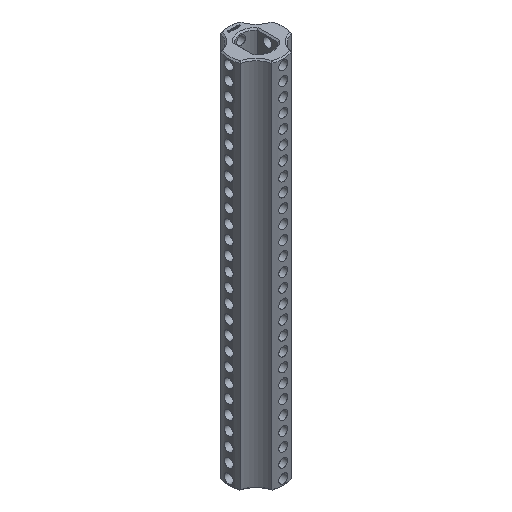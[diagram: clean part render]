
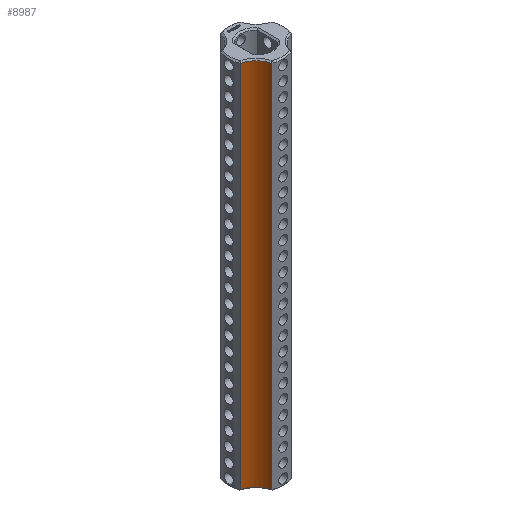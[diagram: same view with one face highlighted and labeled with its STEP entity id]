
A CAD part, isometric view. The second image highlights one B-rep face of the part: STEP entity #8987.
In plain terms, the highlighted cylindrical face has radius 5 mm (diameter 10 mm), a partial arc.
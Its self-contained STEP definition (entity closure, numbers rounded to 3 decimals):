
#2895 = EDGE_CURVE('',#2896,#2898,#2900,.T.);
#2896 = VERTEX_POINT('',#2897);
#2897 = CARTESIAN_POINT('',(-2.225,-5.841,0.3));
#2898 = VERTEX_POINT('',#2899);
#2899 = CARTESIAN_POINT('',(-2.225,-5.841,84.075));
#2900 = LINE('',#2901,#2902);
#2901 = CARTESIAN_POINT('',(-2.225,-5.841,0.));
#2902 = VECTOR('',#2903,1.);
#2903 = DIRECTION('',(0.,0.,1.));
#8987 = ADVANCED_FACE('',(#8988),#9015,.F.);
#8988 = FACE_BOUND('',#8989,.T.);
#8989 = EDGE_LOOP('',(#8990,#8991,#9000,#9008));
#8990 = ORIENTED_EDGE('',*,*,#2895,.T.);
#8991 = ORIENTED_EDGE('',*,*,#8992,.T.);
#8992 = EDGE_CURVE('',#2898,#8993,#8995,.T.);
#8993 = VERTEX_POINT('',#8994);
#8994 = CARTESIAN_POINT('',(-5.841,-2.225,84.075));
#8995 = CIRCLE('',#8996,5.);
#8996 = AXIS2_PLACEMENT_3D('',#8997,#8998,#8999);
#8997 = CARTESIAN_POINT('',(-7.071,-7.071,84.075));
#8998 = DIRECTION('',(0.,-0.,1.));
#8999 = DIRECTION('',(0.969,0.246,0.));
#9000 = ORIENTED_EDGE('',*,*,#9001,.F.);
#9001 = EDGE_CURVE('',#9002,#8993,#9004,.T.);
#9002 = VERTEX_POINT('',#9003);
#9003 = CARTESIAN_POINT('',(-5.841,-2.225,0.3));
#9004 = LINE('',#9005,#9006);
#9005 = CARTESIAN_POINT('',(-5.841,-2.225,0.));
#9006 = VECTOR('',#9007,1.);
#9007 = DIRECTION('',(0.,0.,1.));
#9008 = ORIENTED_EDGE('',*,*,#9009,.F.);
#9009 = EDGE_CURVE('',#2896,#9002,#9010,.T.);
#9010 = CIRCLE('',#9011,5.);
#9011 = AXIS2_PLACEMENT_3D('',#9012,#9013,#9014);
#9012 = CARTESIAN_POINT('',(-7.071,-7.071,0.3));
#9013 = DIRECTION('',(0.,-0.,1.));
#9014 = DIRECTION('',(0.969,0.246,0.));
#9015 = CYLINDRICAL_SURFACE('',#9016,5.);
#9016 = AXIS2_PLACEMENT_3D('',#9017,#9018,#9019);
#9017 = CARTESIAN_POINT('',(-7.071,-7.071,0.));
#9018 = DIRECTION('',(-0.,-0.,-1.));
#9019 = DIRECTION('',(1.,0.,0.));
